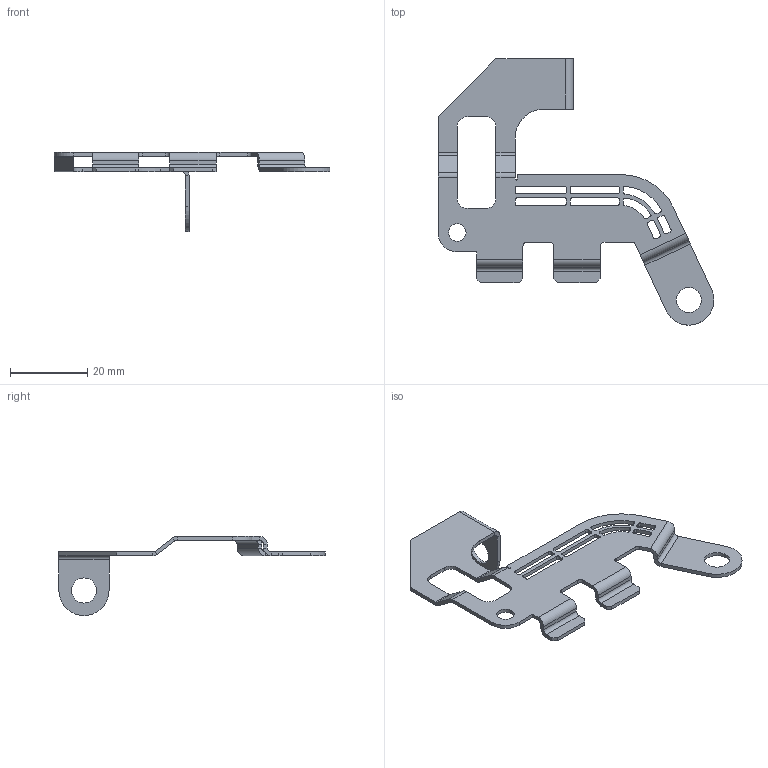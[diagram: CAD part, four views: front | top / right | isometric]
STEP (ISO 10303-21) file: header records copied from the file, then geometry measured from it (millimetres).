
FILE_DESCRIPTION (( 'STEP AP214' ), '1' );
FILE_NAME ('Part27.STEP', '2025-03-03T12:53:57', ( '' ), ( '' ), 'SwSTEP 2.0', 'SolidWorks 2024', '' );
FILE_SCHEMA (( 'AUTOMOTIVE_DESIGN' ));
Length unit declared in the file: millimetre
Products named in the file (1): Part27
Bounding box: 71.5 x 68.99 x 20.5 mm (x, y, z)
Volume: 2112.7 mm3; surface area: 4889 mm2
Topology: 1 solids, 1 shells, 203 faces, 521 edges, 318 vertices
Faces by surface type: plane 120, cylinder 79, bspline 4
Entity records: 6254 total; most frequent: CARTESIAN_POINT 1185, DIRECTION 1071, ORIENTED_EDGE 1042, EDGE_CURVE 521, AXIS2_PLACEMENT_3D 358, LINE 355, VECTOR 355, VERTEX_POINT 318
